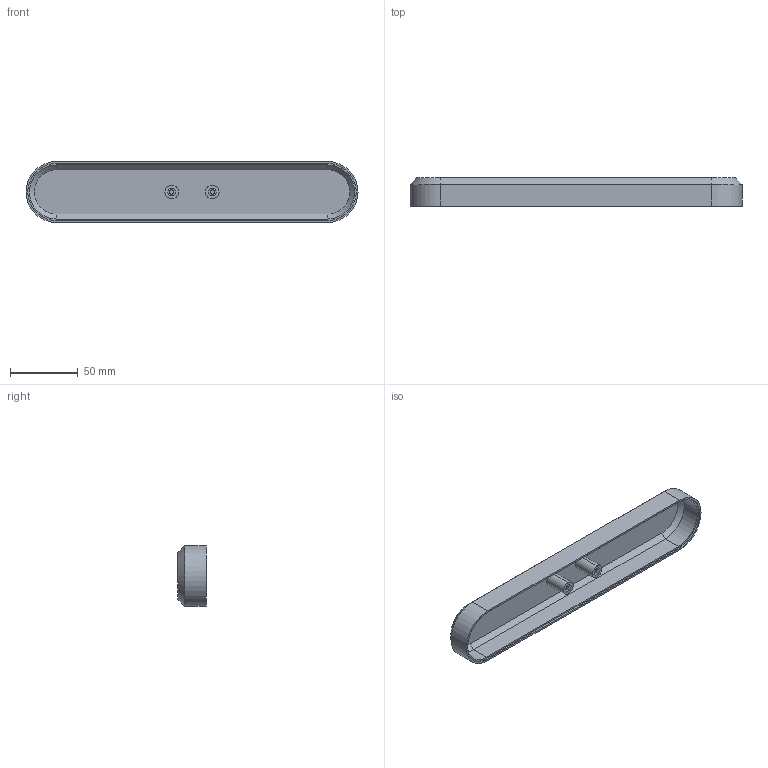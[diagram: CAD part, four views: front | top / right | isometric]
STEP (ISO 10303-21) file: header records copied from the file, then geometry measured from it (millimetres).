
FILE_DESCRIPTION (( 'STEP AP214' ), '1' );
FILE_NAME ('俋褲1.step', '2025-07-05T23:21:35', ( '' ), ( '' ), 'SwSTEP 2.0', 'SolidWorks 2022', '' );
FILE_SCHEMA (( 'AUTOMOTIVE_DESIGN' ));
Length unit declared in the file: millimetre
Products named in the file (1): 外壳1
Bounding box: 245 x 21 x 45 mm (x, y, z)
Volume: 49315.5 mm3; surface area: 41099.1 mm2
Topology: 1 solids, 1 shells, 167 faces, 427 edges, 282 vertices
Faces by surface type: plane 121, bspline 28, cylinder 14, cone 4
Entity records: 6403 total; most frequent: CARTESIAN_POINT 2473, ORIENTED_EDGE 854, DIRECTION 683, EDGE_CURVE 427, VECTOR 339, LINE 339, VERTEX_POINT 282, EDGE_LOOP 187
